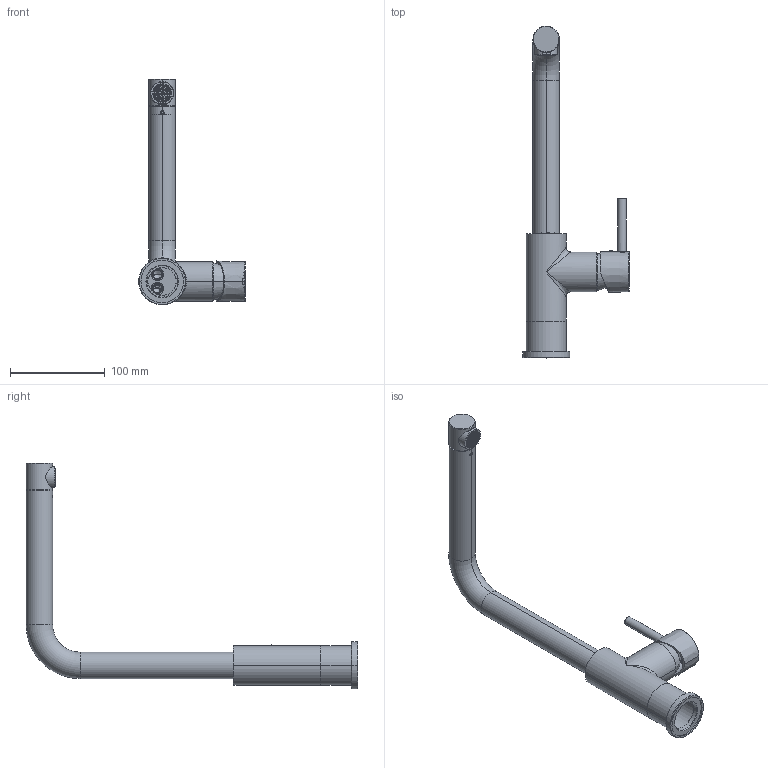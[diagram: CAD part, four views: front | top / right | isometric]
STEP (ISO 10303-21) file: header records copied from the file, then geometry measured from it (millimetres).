
FILE_DESCRIPTION((''),'2;1');
FILE_NAME('400769NDR0_ASM_1_ASM','2024-11-27T10:56:43',('sruga'),('Armando Vicario'),'CREO PARAMETRIC BY PTC INC, 2021404','CREO PARAMETRIC BY PTC INC, 2021404','');
FILE_SCHEMA(('CONFIG_CONTROL_DESIGN'));
Length unit declared in the file: millimetre
Products named in the file (38): 01000599_1; 06022107_1_1_2_3; 16001864_ASM_1_1_ASM; 12001457_1; 16003591_ASM_1_ASM; 07010106A_1_1_2_3_4_5; 07010106C_1_1_2_3_4_5; 07010106B_1_1_2_3_4_5; 07010106D_1_1_2_3_4_5; 07010106E_1_1_2_3_4_5; 07010106_ASM_1_1_2_3_4_5_ASM; 16000007_ASM_1_1_2_3_4_5_ASM; 10000259_1; 16002426_ASM_1_ASM; 03021701_1; 06000907_1_1_2_3; 16000128_ASM_1_1_2_3_ASM; 05002103_1; 16000444_ASM_1_ASM; 16000603_ASM_1_ASM; 12001289_1; 16003593_ASM_1_ASM; 02037601_AF0_1; 12000433_AF0_1; 02000253_AF0_ASM_1_ASM; 12057301_AF0_1; 12001308_AF0_1; 10040006AB_AF0_1; AMFAG_RETINA_AF0_1; AMFAG_FILTRO_AF0_1; AMFAG_CART_AERATRICE_CL-B_AF0_A_ASM; 04000434_AF0_1; 11031406_AF0_ASM_1_ASM; 16000906_AF0_ASM_1_ASM; 16000514_AF0_ASM_1_ASM; 06021407_AF0_1; 16001565_ASM_1_ASM; 400769NDR0_ASM_1_ASM
Assembly tree (37 placements, depth 7):
  400769NDR0_ASM_1_ASM
    16003591_ASM_1_ASM
      01000599_1
      16001864_ASM_1_1_ASM
        06022107_1_1_2_3
      12001457_1
    16000007_ASM_1_1_2_3_4_5_ASM
      07010106_ASM_1_1_2_3_4_5_ASM
        07010106A_1_1_2_3_4_5
        07010106C_1_1_2_3_4_5
        07010106B_1_1_2_3_4_5
        07010106D_1_1_2_3_4_5
        07010106E_1_1_2_3_4_5
    16002426_ASM_1_ASM
      10000259_1
    16000603_ASM_1_ASM
      03021701_1
      16000128_ASM_1_1_2_3_ASM
        06000907_1_1_2_3
      16000444_ASM_1_ASM
        05002103_1
    16003593_ASM_1_ASM
      12001289_1
    16001565_ASM_1_ASM
      02000253_AF0_ASM_1_ASM
        02037601_AF0_1
        12000433_AF0_1
      16000514_AF0_ASM_1_ASM
        12057301_AF0_1
        16000906_AF0_ASM_1_ASM
          11031406_AF0_ASM_1_ASM
            12001308_AF0_1
            AMFAG_CART_AERATRICE_CL-B_AF0_A_ASM
              10040006AB_AF0_1
              AMFAG_RETINA_AF0_1
              AMFAG_FILTRO_AF0_1
            04000434_AF0_1
      06021407_AF0_1
Bounding box: 112.8 x 350.6 x 238.9 mm (x, y, z)
Volume: 212484.4 mm3; surface area: 165358.1 mm2
Topology: 21 solids, 39 shells, 3046 faces, 9163 edges, 6038 vertices
Faces by surface type: plane 2047, cylinder 697, cone 188, torus 90, sphere 16, bspline 8
Entity records: 114353 total; most frequent: CARTESIAN_POINT 33656, ORIENTED_EDGE 18115, DIRECTION 14299, EDGE_CURVE 9137, VERTEX_POINT 6038, AXIS2_PLACEMENT_3D 5194, EDGE_LOOP 4039, VECTOR 3911
